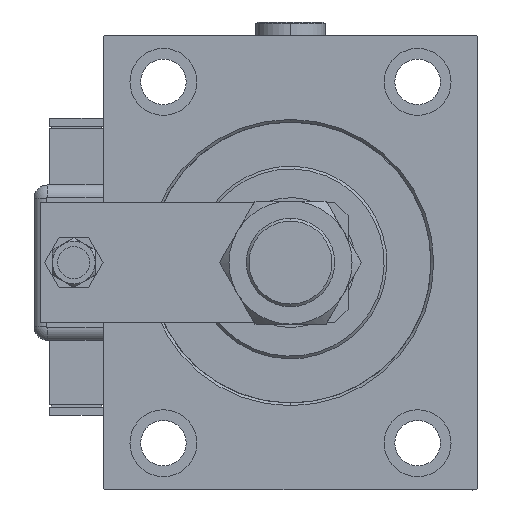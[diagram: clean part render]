
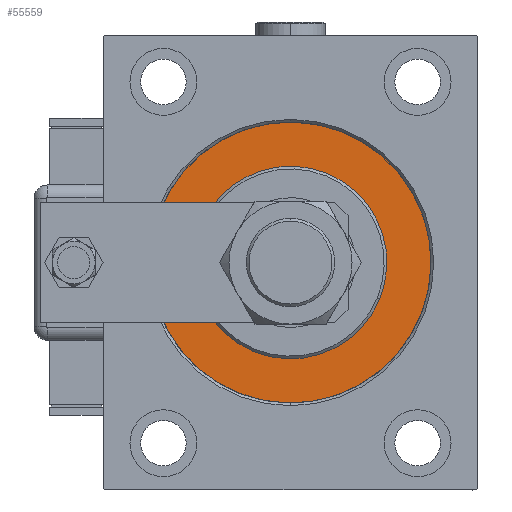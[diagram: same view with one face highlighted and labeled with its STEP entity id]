
A CAD part, left-side view. The second image highlights one B-rep face of the part: STEP entity #55559.
In plain terms, the highlighted face is planar.
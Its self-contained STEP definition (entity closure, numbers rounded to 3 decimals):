
#1388 = EDGE_CURVE ( 'NONE', #6103, #46817, #4157, .T. ) ;
#3789 = EDGE_LOOP ( 'NONE', ( #56216, #13752 ) ) ;
#4157 = CIRCLE ( 'NONE', #38618, 52.5 ) ;
#6103 = VERTEX_POINT ( 'NONE', #61551 ) ;
#7526 = FACE_BOUND ( 'NONE', #3789, .T. ) ;
#12238 = DIRECTION ( 'NONE',  ( 0., 0., -1. ) ) ;
#12682 = CARTESIAN_POINT ( 'NONE',  ( 0., 0., 0. ) ) ;
#13752 = ORIENTED_EDGE ( 'NONE', *, *, #43542, .F. ) ;
#15017 = AXIS2_PLACEMENT_3D ( 'NONE', #46597, #41841, #22460 ) ;
#17256 = VERTEX_POINT ( 'NONE', #33921 ) ;
#18690 = CIRCLE ( 'NONE', #37980, 36. ) ;
#21753 = ORIENTED_EDGE ( 'NONE', *, *, #33306, .F. ) ;
#21844 = FACE_OUTER_BOUND ( 'NONE', #53164, .T. ) ;
#21917 = DIRECTION ( 'NONE',  ( -1., 0., 0. ) ) ;
#22460 = DIRECTION ( 'NONE',  ( 0., 0., 1. ) ) ;
#26314 = PLANE ( 'NONE',  #15017 ) ;
#32887 = DIRECTION ( 'NONE',  ( 1., 0., 0. ) ) ;
#33306 = EDGE_CURVE ( 'NONE', #46817, #6103, #61833, .T. ) ;
#33921 = CARTESIAN_POINT ( 'NONE',  ( 0., 0., 36. ) ) ;
#37980 = AXIS2_PLACEMENT_3D ( 'NONE', #50341, #41759, #45890 ) ;
#38618 = AXIS2_PLACEMENT_3D ( 'NONE', #12682, #21917, #50808 ) ;
#39927 = VERTEX_POINT ( 'NONE', #52848 ) ;
#40459 = DIRECTION ( 'NONE',  ( -1., 0., 0. ) ) ;
#41759 = DIRECTION ( 'NONE',  ( 1., 0., 0. ) ) ;
#41841 = DIRECTION ( 'NONE',  ( -1., 0., 0. ) ) ;
#42919 = EDGE_CURVE ( 'NONE', #17256, #39927, #47067, .T. ) ;
#43113 = DIRECTION ( 'NONE',  ( 0., 0., 1. ) ) ;
#43542 = EDGE_CURVE ( 'NONE', #39927, #17256, #18690, .T. ) ;
#44058 = CARTESIAN_POINT ( 'NONE',  ( 0., 0., 52.5 ) ) ;
#45890 = DIRECTION ( 'NONE',  ( 0., 0., -1. ) ) ;
#46597 = CARTESIAN_POINT ( 'NONE',  ( 0., 0., 0. ) ) ;
#46817 = VERTEX_POINT ( 'NONE', #44058 ) ;
#47044 = ORIENTED_EDGE ( 'NONE', *, *, #1388, .F. ) ;
#47067 = CIRCLE ( 'NONE', #52142, 36. ) ;
#50341 = CARTESIAN_POINT ( 'NONE',  ( 0., 0., 0. ) ) ;
#50808 = DIRECTION ( 'NONE',  ( 0., 0., 1. ) ) ;
#52142 = AXIS2_PLACEMENT_3D ( 'NONE', #60813, #32887, #12238 ) ;
#52848 = CARTESIAN_POINT ( 'NONE',  ( 0., 0., -36. ) ) ;
#53164 = EDGE_LOOP ( 'NONE', ( #47044, #21753 ) ) ;
#55559 = ADVANCED_FACE ( 'NONE', ( #7526, #21844 ), #26314, .F. ) ;
#56216 = ORIENTED_EDGE ( 'NONE', *, *, #42919, .F. ) ;
#58022 = CARTESIAN_POINT ( 'NONE',  ( 0., 0., 0. ) ) ;
#58285 = AXIS2_PLACEMENT_3D ( 'NONE', #58022, #40459, #43113 ) ;
#60813 = CARTESIAN_POINT ( 'NONE',  ( 0., 0., 0. ) ) ;
#61551 = CARTESIAN_POINT ( 'NONE',  ( 0., 0., -52.5 ) ) ;
#61833 = CIRCLE ( 'NONE', #58285, 52.5 ) ;
